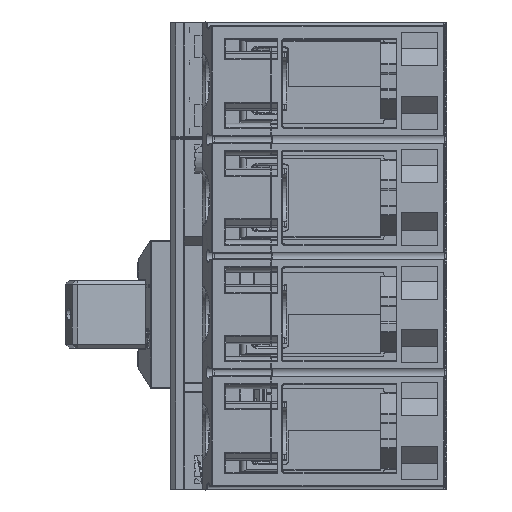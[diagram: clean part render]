
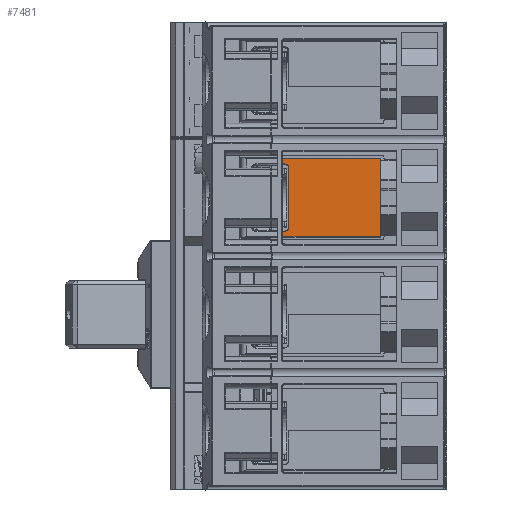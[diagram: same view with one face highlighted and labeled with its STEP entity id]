
A CAD part, left-side view. The second image highlights one B-rep face of the part: STEP entity #7481.
In plain terms, the highlighted planar face has unit normal (-1, 0, 0).
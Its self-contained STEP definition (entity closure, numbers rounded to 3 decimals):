
#2042=B_SPLINE_CURVE_WITH_KNOTS('',3,(#102561,#102562,#102563,#102564,#102565,
#102566,#102567,#102568,#102569,#102570,#102571,#102572,#102573,#102574,
#102575,#102576,#102577,#102578),.UNSPECIFIED.,.F.,.F.,(4,1,1,1,1,1,1,1,
1,1,1,1,1,1,1,4),(0.,0.067,0.133,0.2,0.267,
0.333,0.4,0.467,0.533,0.6,0.667,
0.733,0.8,0.867,0.933,1.),.UNSPECIFIED.);
#2043=B_SPLINE_CURVE_WITH_KNOTS('',3,(#102580,#102581,#102582,#102583),
 .UNSPECIFIED.,.F.,.F.,(4,4),(0.,1.),.UNSPECIFIED.);
#2044=B_SPLINE_CURVE_WITH_KNOTS('',3,(#102585,#102586,#102587,#102588,#102589,
#102590,#102591,#102592,#102593,#102594,#102595,#102596),.UNSPECIFIED.,
 .F.,.F.,(4,2,2,2,2,4),(0.,0.25,0.375,0.437,
0.5,1.),.UNSPECIFIED.);
#2045=B_SPLINE_CURVE_WITH_KNOTS('',3,(#102598,#102599,#102600,#102601),
 .UNSPECIFIED.,.F.,.F.,(4,4),(0.,1.),.UNSPECIFIED.);
#7481=ADVANCED_FACE('',(#11064),#9137,.T.);
#9137=PLANE('',#66528);
#11064=FACE_OUTER_BOUND('',#13564,.T.);
#13564=EDGE_LOOP('',(#24368,#24369,#24370,#24371,#24372,#24373,#24374,#24375,
#24376,#24377));
#24368=ORIENTED_EDGE('',*,*,#45195,.T.);
#24369=ORIENTED_EDGE('',*,*,#45196,.T.);
#24370=ORIENTED_EDGE('',*,*,#45197,.T.);
#24371=ORIENTED_EDGE('',*,*,#45198,.T.);
#24372=ORIENTED_EDGE('',*,*,#45199,.T.);
#24373=ORIENTED_EDGE('',*,*,#45200,.F.);
#24374=ORIENTED_EDGE('',*,*,#45201,.T.);
#24375=ORIENTED_EDGE('',*,*,#45202,.T.);
#24376=ORIENTED_EDGE('',*,*,#45203,.T.);
#24377=ORIENTED_EDGE('',*,*,#45204,.T.);
#35422=VERTEX_POINT('',#102555);
#35423=VERTEX_POINT('',#102556);
#35424=VERTEX_POINT('',#102558);
#35425=VERTEX_POINT('',#102560);
#35426=VERTEX_POINT('',#102579);
#35427=VERTEX_POINT('',#102584);
#35428=VERTEX_POINT('',#102597);
#35429=VERTEX_POINT('',#102602);
#35430=VERTEX_POINT('',#102604);
#35431=VERTEX_POINT('',#102606);
#45195=EDGE_CURVE('',#35422,#35423,#53429,.T.);
#45196=EDGE_CURVE('',#35423,#35424,#53430,.T.);
#45197=EDGE_CURVE('',#35424,#35425,#53431,.T.);
#45198=EDGE_CURVE('',#35425,#35426,#2042,.T.);
#45199=EDGE_CURVE('',#35426,#35427,#2043,.T.);
#45200=EDGE_CURVE('',#35428,#35427,#2044,.T.);
#45201=EDGE_CURVE('',#35428,#35429,#2045,.T.);
#45202=EDGE_CURVE('',#35429,#35430,#53432,.T.);
#45203=EDGE_CURVE('',#35430,#35431,#53433,.T.);
#45204=EDGE_CURVE('',#35431,#35422,#53434,.T.);
#53429=LINE('',#102554,#60348);
#53430=LINE('',#102557,#60349);
#53431=LINE('',#102559,#60350);
#53432=LINE('',#102603,#60351);
#53433=LINE('',#102605,#60352);
#53434=LINE('',#102607,#60353);
#60348=VECTOR('',#78962,1.);
#60349=VECTOR('',#78963,1.);
#60350=VECTOR('',#78964,1.);
#60351=VECTOR('',#78965,1.);
#60352=VECTOR('',#78966,1.);
#60353=VECTOR('',#78967,1.);
#66528=AXIS2_PLACEMENT_3D('',#102608,#78968,#78969);
#78962=DIRECTION('',(0.,1.,0.));
#78963=DIRECTION('',(0.,0.,-1.));
#78964=DIRECTION('',(0.,-1.,0.));
#78965=DIRECTION('',(0.,0.,-1.));
#78966=DIRECTION('',(0.,-1.,0.));
#78967=DIRECTION('',(0.,0.,1.));
#78968=DIRECTION('',(-1.,0.,0.));
#78969=DIRECTION('',(0.,-1.,0.));
#102554=CARTESIAN_POINT('',(-73.,-10.75,62.));
#102555=CARTESIAN_POINT('',(-73.,-10.75,62.));
#102556=CARTESIAN_POINT('',(-73.,28.3,62.));
#102557=CARTESIAN_POINT('',(-73.,28.3,62.));
#102558=CARTESIAN_POINT('',(-73.,28.3,60.));
#102559=CARTESIAN_POINT('',(-73.,28.3,60.));
#102560=CARTESIAN_POINT('',(-73.,27.905,60.));
#102561=CARTESIAN_POINT('',(-73.,27.905,60.));
#102562=CARTESIAN_POINT('',(-73.,27.824,60.));
#102563=CARTESIAN_POINT('',(-73.,27.663,59.992));
#102564=CARTESIAN_POINT('',(-73.,27.427,59.959));
#102565=CARTESIAN_POINT('',(-73.,27.201,59.904));
#102566=CARTESIAN_POINT('',(-73.,26.99,59.831));
#102567=CARTESIAN_POINT('',(-73.,26.798,59.742));
#102568=CARTESIAN_POINT('',(-73.,26.625,59.64));
#102569=CARTESIAN_POINT('',(-73.,26.473,59.529));
#102570=CARTESIAN_POINT('',(-73.,26.342,59.41));
#102571=CARTESIAN_POINT('',(-73.,26.231,59.286));
#102572=CARTESIAN_POINT('',(-73.,26.14,59.158));
#102573=CARTESIAN_POINT('',(-73.,26.068,59.028));
#102574=CARTESIAN_POINT('',(-73.,26.012,58.896));
#102575=CARTESIAN_POINT('',(-73.,25.974,58.764));
#102576=CARTESIAN_POINT('',(-73.,25.951,58.631));
#102577=CARTESIAN_POINT('',(-73.,25.946,58.543));
#102578=CARTESIAN_POINT('',(-73.,25.946,58.5));
#102579=CARTESIAN_POINT('',(-73.,25.946,58.5));
#102580=CARTESIAN_POINT('',(-73.,25.946,58.5));
#102581=CARTESIAN_POINT('',(-73.,25.946,50.5));
#102582=CARTESIAN_POINT('',(-73.,25.946,42.5));
#102583=CARTESIAN_POINT('',(-73.,25.946,34.5));
#102584=CARTESIAN_POINT('',(-73.,25.946,34.5));
#102585=CARTESIAN_POINT('',(-73.,27.905,33.));
#102586=CARTESIAN_POINT('',(-73.,27.747,32.995));
#102587=CARTESIAN_POINT('',(-73.,27.467,32.999));
#102588=CARTESIAN_POINT('',(-73.,26.913,33.198));
#102589=CARTESIAN_POINT('',(-73.,26.747,33.292));
#102590=CARTESIAN_POINT('',(-73.,26.705,33.317));
#102591=CARTESIAN_POINT('',(-73.,26.671,33.336));
#102592=CARTESIAN_POINT('',(-73.,26.57,33.403));
#102593=CARTESIAN_POINT('',(-73.,26.459,33.487));
#102594=CARTESIAN_POINT('',(-73.,26.115,33.785));
#102595=CARTESIAN_POINT('',(-73.,25.949,34.16));
#102596=CARTESIAN_POINT('',(-73.,25.946,34.5));
#102597=CARTESIAN_POINT('',(-73.,27.905,33.));
#102598=CARTESIAN_POINT('',(-73.,27.905,33.));
#102599=CARTESIAN_POINT('',(-73.,28.037,33.));
#102600=CARTESIAN_POINT('',(-73.,28.168,33.));
#102601=CARTESIAN_POINT('',(-73.,28.3,33.));
#102602=CARTESIAN_POINT('',(-73.,28.3,33.));
#102603=CARTESIAN_POINT('',(-73.,28.3,33.));
#102604=CARTESIAN_POINT('',(-73.,28.3,31.));
#102605=CARTESIAN_POINT('',(-73.,28.3,31.));
#102606=CARTESIAN_POINT('',(-73.,-10.75,31.));
#102607=CARTESIAN_POINT('',(-73.,-10.75,31.));
#102608=CARTESIAN_POINT('',(-73.,28.3,46.5));
